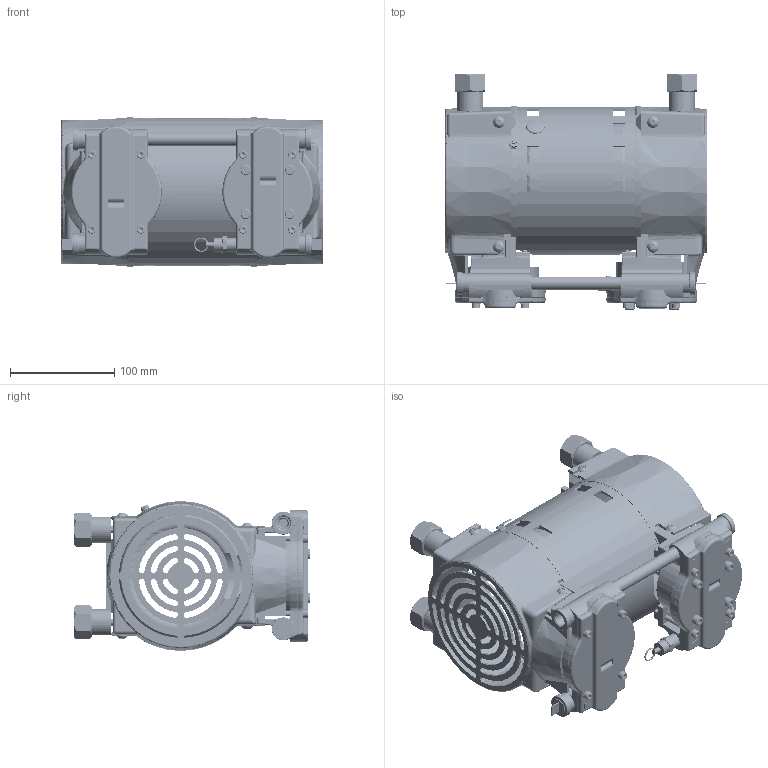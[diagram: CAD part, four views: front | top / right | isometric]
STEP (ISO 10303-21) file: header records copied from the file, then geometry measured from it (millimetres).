
FILE_DESCRIPTION (( 'STEP AP214' ), '1' );
FILE_NAME ('71R555-P322-N570X.STEP', '2025-04-01T12:44:40', ( '' ), ( '' ), 'SwSTEP 2.0', 'SolidWorks 2023', '' );
FILE_SCHEMA (( 'AUTOMOTIVE_DESIGN' ));
Length unit declared in the file: inch
Products named in the file (53): AP804DG; AT147; BB614B; AT587Q; BB421; AT258; AT252_SERIES_AT252D; BB330B; AF631; AP797; 71R555-P322-N570X; AE451A; AF819A; D402GX; AT847B; AT257; AT266; AT283; AT256; AT459QY; AF817; AT272; BB557; AT632X; AT715; AT261_91770A829; AP795; AT259A; AT329; BB949; AT265G; AT265H; AP799; AJ827A; AP796; AH406; AT179; AS100J; hex nut_ai_PreviewCfg; AT816A ...
Assembly tree (56 placements, depth 3):
  AT147
  AT587Q
  AP797
  71R555-P322-N570X
    D402GX
    AT256
    AT256
    AT258
    AT258
    AT265G
    AT266  x2
    AP804DG
    AT704DG
    AT633G
      AT631C
      BB330B
    AT634X
      AT632X
      BB330B
    AT459QY
      AP799
    AT847B
      AT272
    BB949  x8
    AT261_91770A829  x8
    AT252_SERIES_AT252D
    AS100J
    AE451A  x2
    AT265H
    BB614B
    BB614B
    BB614B
    BB614B
    BB421
    AF631  x5
    hex nut_ai_PreviewCfg  x5
  AF819A
Bounding box: 251.71 x 226.64 x 143.97 mm (x, y, z)
Volume: 1558494.7 mm3; surface area: 554860.6 mm2
Topology: 83 solids, 83 shells, 4579 faces, 11487 edges, 7021 vertices
Faces by surface type: plane 1456, cylinder 1251, bspline 942, cone 626, torus 237, sphere 67
Full cylindrical faces by diameter (mm): 2.474 x2, 2.728 x2, 3.734 x2, 4.039 x19, 4.064 x9, 4.699 x1, 5.08 x4, 5.105 x4, 6.35 x14, 7.112 x4, 8.255 x1, 8.357 x2, 8.382 x1, 9.525 x4, 10.16 x2, 10.541 x2, 11.087 x8, 11.1 x3, 11.176 x5, 12.573 x2, 12.7 x4, 12.776 x3, 13.462 x2, 15.469 x2, 16.667 x5, 18.999 x4, 19.05 x5, 22.098 x4, 25.4 x5, 63.5 x3
Entity records: 126703 total; most frequent: CARTESIAN_POINT 60859, ORIENTED_EDGE 14118, DIRECTION 12402, EDGE_CURVE 7059, AXIS2_PLACEMENT_3D 4782, VERTEX_POINT 4465, EDGE_LOOP 3368, FACE_OUTER_BOUND 3060
